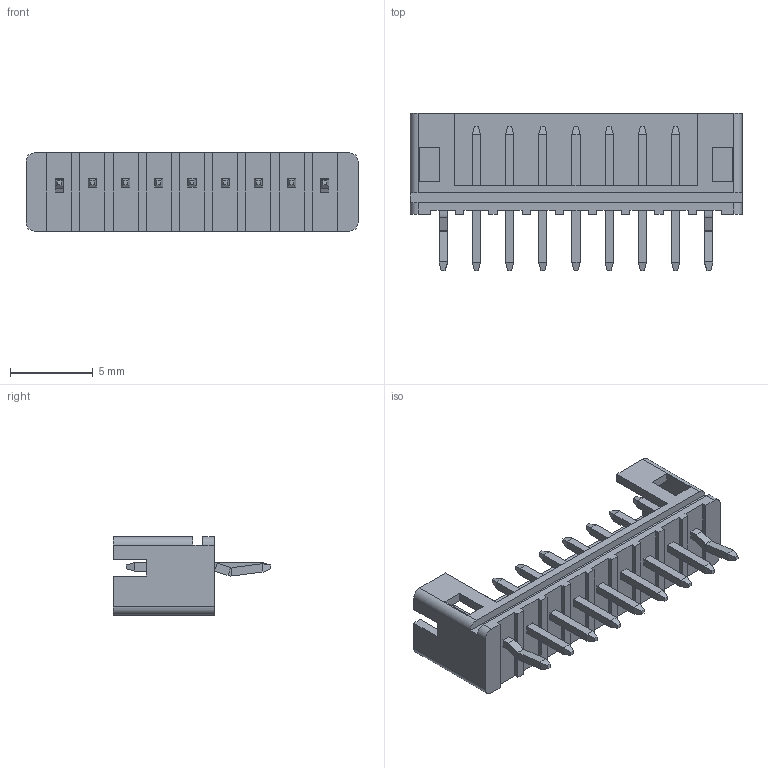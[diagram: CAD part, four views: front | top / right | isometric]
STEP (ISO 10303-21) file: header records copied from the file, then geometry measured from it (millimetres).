
FILE_DESCRIPTION (( 'STEP AP203' ), '1' );
FILE_NAME ('140-509-415-001.STEP', '2020-03-31T19:23:30', ( '' ), ( '' ), 'SwSTEP 2.0', 'SolidWorks 2016', '' );
FILE_SCHEMA (( 'CONFIG_CONTROL_DESIGN' ));
Length unit declared in the file: millimetre
Products named in the file (4): V Housing_509; V Contact_Kink; 140-509-415-001; V Contact_Str
Assembly tree (10 placements, depth 2):
  140-509-415-001
    V Housing_509
    V Contact_Kink  x2
    V Contact_Str  x7
Bounding box: 20 x 9.51 x 4.7 mm (x, y, z)
Volume: 213.6 mm3; surface area: 781.6 mm2
Topology: 10 solids, 10 shells, 268 faces, 654 edges, 404 vertices
Faces by surface type: plane 250, cylinder 16, bspline 2
Entity records: 5495 total; most frequent: CARTESIAN_POINT 898, ORIENTED_EDGE 846, DIRECTION 781, EDGE_CURVE 423, VECTOR 399, LINE 399, VERTEX_POINT 272, AXIS2_PLACEMENT_3D 191
